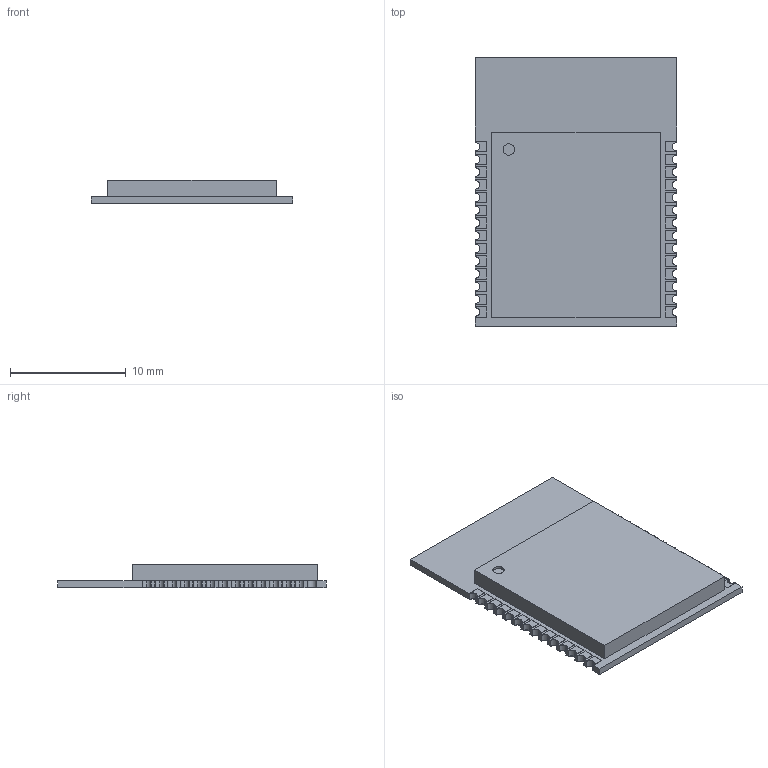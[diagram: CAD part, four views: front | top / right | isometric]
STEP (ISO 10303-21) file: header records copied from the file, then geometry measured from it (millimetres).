
FILE_DESCRIPTION (( 'STEP AP214' ), '1' );
FILE_NAME ('MS88SF2.STEP', '2021-04-09T19:54:53', ( '' ), ( '' ), 'SwSTEP 2.0', 'SolidWorks 2020', '' );
FILE_SCHEMA (( 'AUTOMOTIVE_DESIGN' ));
Length unit declared in the file: millimetre
Products named in the file (1): MS88SF2
Bounding box: 17.4 x 23.2 x 2 mm (x, y, z)
Volume: 566.3 mm3; surface area: 1487.6 mm2
Topology: 30 solids, 30 shells, 365 faces, 912 edges, 608 vertices
Faces by surface type: plane 265, cylinder 100
Entity records: 14111 total; most frequent: CARTESIAN_POINT 1886, DIRECTION 1844, ORIENTED_EDGE 1824, EDGE_CURVE 912, VECTOR 712, LINE 712, VERTEX_POINT 608, AXIS2_PLACEMENT_3D 566
